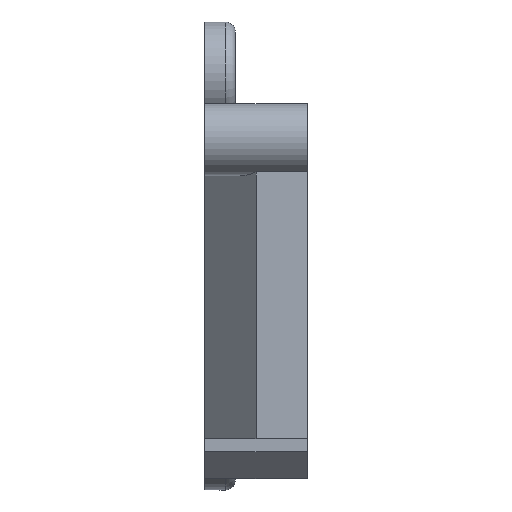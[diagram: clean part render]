
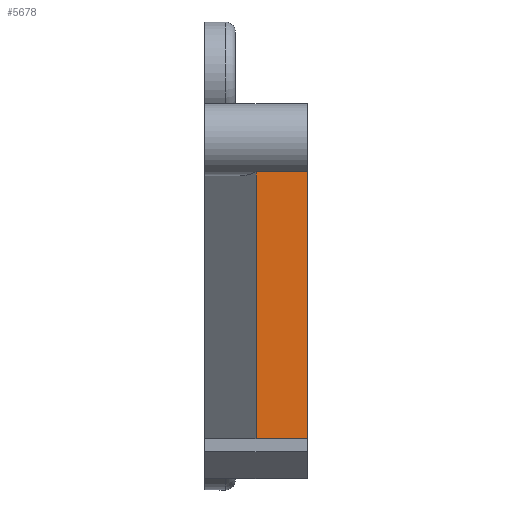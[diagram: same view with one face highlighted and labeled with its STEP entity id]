
A CAD part, front view. The second image highlights one B-rep face of the part: STEP entity #5678.
In plain terms, the highlighted planar face has unit normal (0, -1, 0).
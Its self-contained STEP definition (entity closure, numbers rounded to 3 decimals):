
#45 = CYLINDRICAL_SURFACE('',#46,3.5);
#46 = AXIS2_PLACEMENT_3D('',#47,#48,#49);
#47 = CARTESIAN_POINT('',(0.,-11.5,25.553));
#48 = DIRECTION('',(-1.,0.,0.));
#49 = DIRECTION('',(0.,1.,0.));
#73 = PLANE('',#74);
#74 = AXIS2_PLACEMENT_3D('',#75,#76,#77);
#75 = CARTESIAN_POINT('',(2.5,-10.549,22.415));
#76 = DIRECTION('',(-0.707,-0.707,0.));
#77 = DIRECTION('',(0.,0.,-1.));
#101 = PLANE('',#102);
#102 = AXIS2_PLACEMENT_3D('',#103,#104,#105);
#103 = CARTESIAN_POINT('',(0.,-13.049,-3.5));
#104 = DIRECTION('',(0.,0.,-1.));
#105 = DIRECTION('',(0.,-1.,0.));
#2137 = EDGE_CURVE('',#2138,#2140,#2142,.T.);
#2138 = VERTEX_POINT('',#2139);
#2139 = CARTESIAN_POINT('',(5.,-13.049,22.415));
#2140 = VERTEX_POINT('',#2141);
#2141 = CARTESIAN_POINT('',(10.,-13.049,22.415));
#2142 = SURFACE_CURVE('',#2143,(#2147,#2154),.PCURVE_S1.);
#2143 = LINE('',#2144,#2145);
#2144 = CARTESIAN_POINT('',(0.,-13.049,22.415)
  );
#2145 = VECTOR('',#2146,1.);
#2146 = DIRECTION('',(1.,0.,0.));
#2147 = PCURVE('',#45,#2148);
#2148 = DEFINITIONAL_REPRESENTATION('',(#2149),#2153);
#2149 = LINE('',#2150,#2151);
#2150 = CARTESIAN_POINT('',(-4.254,0.));
#2151 = VECTOR('',#2152,1.);
#2152 = DIRECTION('',(-0.,-1.));
#2153 = ( GEOMETRIC_REPRESENTATION_CONTEXT(2) 
PARAMETRIC_REPRESENTATION_CONTEXT() REPRESENTATION_CONTEXT('2D SPACE',''
  ) );
#2154 = PCURVE('',#2155,#2160);
#2155 = PLANE('',#2156);
#2156 = AXIS2_PLACEMENT_3D('',#2157,#2158,#2159);
#2157 = CARTESIAN_POINT('',(0.,-13.049,22.415)
  );
#2158 = DIRECTION('',(0.,1.,0.));
#2159 = DIRECTION('',(0.,0.,-1.));
#2160 = DEFINITIONAL_REPRESENTATION('',(#2161),#2165);
#2161 = LINE('',#2162,#2163);
#2162 = CARTESIAN_POINT('',(0.,0.));
#2163 = VECTOR('',#2164,1.);
#2164 = DIRECTION('',(0.,-1.));
#2165 = ( GEOMETRIC_REPRESENTATION_CONTEXT(2) 
PARAMETRIC_REPRESENTATION_CONTEXT() REPRESENTATION_CONTEXT('2D SPACE',''
  ) );
#2233 = PLANE('',#2234);
#2234 = AXIS2_PLACEMENT_3D('',#2235,#2236,#2237);
#2235 = CARTESIAN_POINT('',(10.,8.806,11.494));
#2236 = DIRECTION('',(1.,0.,0.));
#2237 = DIRECTION('',(0.,1.,0.));
#2251 = VERTEX_POINT('',#2252);
#2252 = CARTESIAN_POINT('',(5.,-13.049,-3.5));
#2273 = EDGE_CURVE('',#2138,#2251,#2274,.T.);
#2274 = SURFACE_CURVE('',#2275,(#2279,#2286),.PCURVE_S1.);
#2275 = LINE('',#2276,#2277);
#2276 = CARTESIAN_POINT('',(5.,-13.049,22.415));
#2277 = VECTOR('',#2278,1.);
#2278 = DIRECTION('',(0.,0.,-1.));
#2279 = PCURVE('',#73,#2280);
#2280 = DEFINITIONAL_REPRESENTATION('',(#2281),#2285);
#2281 = LINE('',#2282,#2283);
#2282 = CARTESIAN_POINT('',(0.,3.536));
#2283 = VECTOR('',#2284,1.);
#2284 = DIRECTION('',(1.,0.));
#2285 = ( GEOMETRIC_REPRESENTATION_CONTEXT(2) 
PARAMETRIC_REPRESENTATION_CONTEXT() REPRESENTATION_CONTEXT('2D SPACE',''
  ) );
#2286 = PCURVE('',#2155,#2287);
#2287 = DEFINITIONAL_REPRESENTATION('',(#2288),#2292);
#2288 = LINE('',#2289,#2290);
#2289 = CARTESIAN_POINT('',(0.,-5.));
#2290 = VECTOR('',#2291,1.);
#2291 = DIRECTION('',(1.,0.));
#2292 = ( GEOMETRIC_REPRESENTATION_CONTEXT(2) 
PARAMETRIC_REPRESENTATION_CONTEXT() REPRESENTATION_CONTEXT('2D SPACE',''
  ) );
#2425 = EDGE_CURVE('',#2251,#2426,#2428,.T.);
#2426 = VERTEX_POINT('',#2427);
#2427 = CARTESIAN_POINT('',(10.,-13.049,-3.5));
#2428 = SURFACE_CURVE('',#2429,(#2433,#2440),.PCURVE_S1.);
#2429 = LINE('',#2430,#2431);
#2430 = CARTESIAN_POINT('',(0.,-13.049,-3.5));
#2431 = VECTOR('',#2432,1.);
#2432 = DIRECTION('',(1.,0.,0.));
#2433 = PCURVE('',#101,#2434);
#2434 = DEFINITIONAL_REPRESENTATION('',(#2435),#2439);
#2435 = LINE('',#2436,#2437);
#2436 = CARTESIAN_POINT('',(0.,0.));
#2437 = VECTOR('',#2438,1.);
#2438 = DIRECTION('',(0.,-1.));
#2439 = ( GEOMETRIC_REPRESENTATION_CONTEXT(2) 
PARAMETRIC_REPRESENTATION_CONTEXT() REPRESENTATION_CONTEXT('2D SPACE',''
  ) );
#2440 = PCURVE('',#2155,#2441);
#2441 = DEFINITIONAL_REPRESENTATION('',(#2442),#2446);
#2442 = LINE('',#2443,#2444);
#2443 = CARTESIAN_POINT('',(25.915,0.));
#2444 = VECTOR('',#2445,1.);
#2445 = DIRECTION('',(0.,-1.));
#2446 = ( GEOMETRIC_REPRESENTATION_CONTEXT(2) 
PARAMETRIC_REPRESENTATION_CONTEXT() REPRESENTATION_CONTEXT('2D SPACE',''
  ) );
#5678 = ADVANCED_FACE('',(#5679),#2155,.F.);
#5679 = FACE_BOUND('',#5680,.F.);
#5680 = EDGE_LOOP('',(#5681,#5682,#5703,#5704));
#5681 = ORIENTED_EDGE('',*,*,#2137,.T.);
#5682 = ORIENTED_EDGE('',*,*,#5683,.T.);
#5683 = EDGE_CURVE('',#2140,#2426,#5684,.T.);
#5684 = SURFACE_CURVE('',#5685,(#5689,#5696),.PCURVE_S1.);
#5685 = LINE('',#5686,#5687);
#5686 = CARTESIAN_POINT('',(10.,-13.049,22.415));
#5687 = VECTOR('',#5688,1.);
#5688 = DIRECTION('',(0.,0.,-1.));
#5689 = PCURVE('',#2155,#5690);
#5690 = DEFINITIONAL_REPRESENTATION('',(#5691),#5695);
#5691 = LINE('',#5692,#5693);
#5692 = CARTESIAN_POINT('',(0.,-10.));
#5693 = VECTOR('',#5694,1.);
#5694 = DIRECTION('',(1.,0.));
#5695 = ( GEOMETRIC_REPRESENTATION_CONTEXT(2) 
PARAMETRIC_REPRESENTATION_CONTEXT() REPRESENTATION_CONTEXT('2D SPACE',''
  ) );
#5696 = PCURVE('',#2233,#5697);
#5697 = DEFINITIONAL_REPRESENTATION('',(#5698),#5702);
#5698 = LINE('',#5699,#5700);
#5699 = CARTESIAN_POINT('',(-21.855,10.921));
#5700 = VECTOR('',#5701,1.);
#5701 = DIRECTION('',(0.,-1.));
#5702 = ( GEOMETRIC_REPRESENTATION_CONTEXT(2) 
PARAMETRIC_REPRESENTATION_CONTEXT() REPRESENTATION_CONTEXT('2D SPACE',''
  ) );
#5703 = ORIENTED_EDGE('',*,*,#2425,.F.);
#5704 = ORIENTED_EDGE('',*,*,#2273,.F.);
